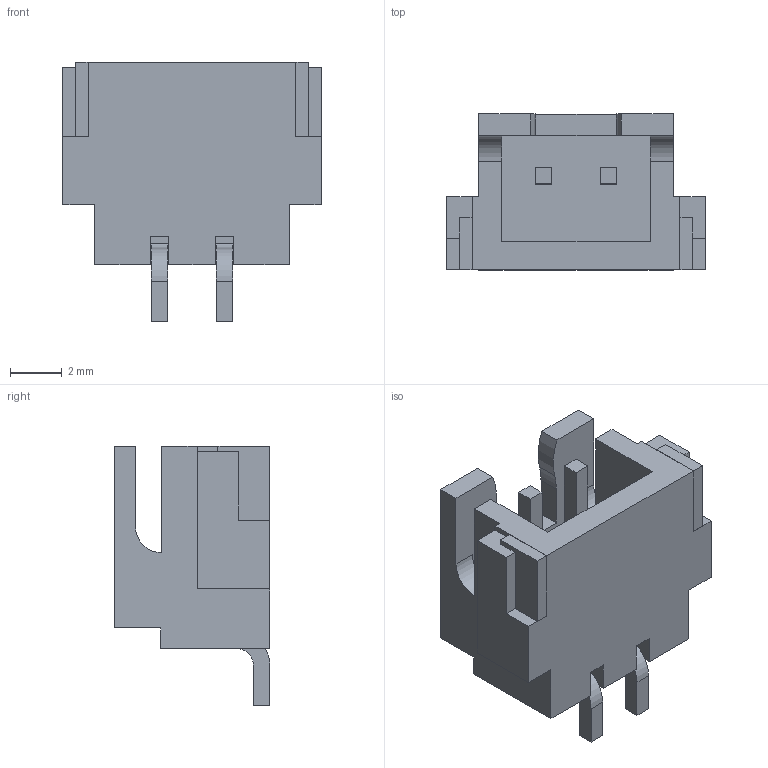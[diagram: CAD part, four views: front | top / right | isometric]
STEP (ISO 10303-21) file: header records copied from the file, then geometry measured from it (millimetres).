
FILE_DESCRIPTION( ( '' ), ' ' );
FILE_NAME( '59a0b4e733eb0910e689c5c8.step', '2017-08-25T23:38:16', ( '' ), ( '' ), ' ', ' ', ' ' );
FILE_SCHEMA( ( 'AUTOMOTIVE_DESIGN { 1 0 10303 214 1 1 1 1 }' ) );
Length unit declared in the file: metre
Products named in the file (7): S4B-XH-SM4 (15); S4B-XH-SM4 (18); Part 10; Part 11; S4B-XH-SM4 (2); S4B-XH-SM4 (5); S4B-XH-SM4 (12)
Bounding box: 9.95 x 6 x 10 mm (x, y, z)
Volume: 239.3 mm3; surface area: 495.1 mm2
Topology: 7 solids, 7 shells, 112 faces, 294 edges, 200 vertices
Faces by surface type: plane 98, cylinder 14
Entity records: 4394 total; most frequent: CARTESIAN_POINT 613, ORIENTED_EDGE 588, DIRECTION 560, EDGE_CURVE 294, LINE 266, VECTOR 266, VERTEX_POINT 200, AXIS2_PLACEMENT_3D 147
